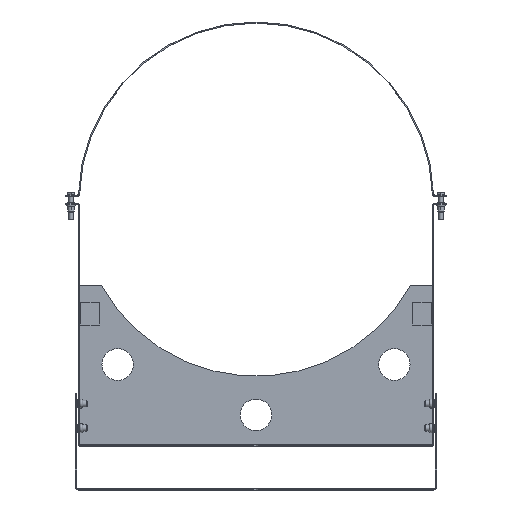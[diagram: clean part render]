
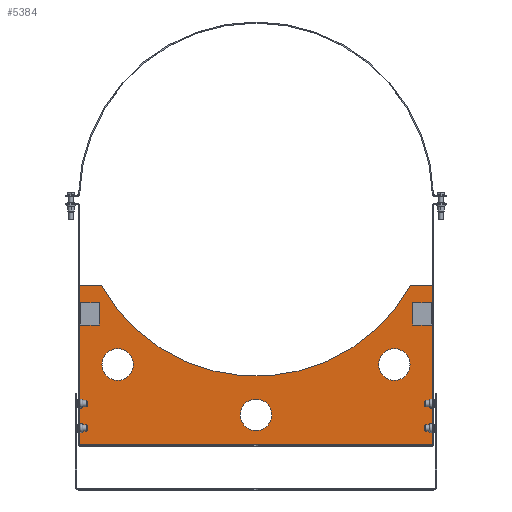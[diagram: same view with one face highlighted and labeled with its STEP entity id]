
A CAD part, top view. The second image highlights one B-rep face of the part: STEP entity #5384.
In plain terms, the highlighted planar face has unit normal (0, 0, 1).
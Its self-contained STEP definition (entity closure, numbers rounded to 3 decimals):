
#168=LINE('',#8049,#596);
#172=LINE('',#8058,#600);
#175=LINE('',#8065,#603);
#176=LINE('',#8067,#604);
#177=LINE('',#8069,#605);
#178=LINE('',#8071,#606);
#179=LINE('',#8072,#607);
#596=VECTOR('',#6377,32.796);
#600=VECTOR('',#6383,32.796);
#603=VECTOR('',#6390,227.);
#604=VECTOR('',#6391,3.);
#605=VECTOR('',#6392,500.);
#606=VECTOR('',#6393,3.);
#607=VECTOR('',#6394,227.);
#1025=PLANE('',#5729);
#1184=FACE_BOUND('',#1656,.T.);
#1185=FACE_BOUND('',#1657,.T.);
#1186=FACE_BOUND('',#1658,.T.);
#1324=FACE_OUTER_BOUND('',#1655,.T.);
#1655=EDGE_LOOP('',(#3570,#3571,#3572,#3573,#3574,#3575,#3576,#3577));
#1656=EDGE_LOOP('',(#3578));
#1657=EDGE_LOOP('',(#3579));
#1658=EDGE_LOOP('',(#3580));
#2109=CIRCLE('',#5719,22.5);
#2111=CIRCLE('',#5722,22.5);
#2113=CIRCLE('',#5725,22.5);
#2115=CIRCLE('',#5730,251.5);
#2382=VERTEX_POINT('',#8030);
#2384=VERTEX_POINT('',#8035);
#2386=VERTEX_POINT('',#8040);
#2388=VERTEX_POINT('',#8045);
#2390=VERTEX_POINT('',#8048);
#2392=VERTEX_POINT('',#8054);
#2394=VERTEX_POINT('',#8057);
#2396=VERTEX_POINT('',#8064);
#2397=VERTEX_POINT('',#8066);
#2398=VERTEX_POINT('',#8068);
#2399=VERTEX_POINT('',#8070);
#2843=EDGE_CURVE('',#2382,#2382,#2109,.T.);
#2845=EDGE_CURVE('',#2384,#2384,#2111,.T.);
#2847=EDGE_CURVE('',#2386,#2386,#2113,.T.);
#2850=EDGE_CURVE('',#2390,#2388,#168,.T.);
#2854=EDGE_CURVE('',#2394,#2392,#172,.T.);
#2857=EDGE_CURVE('',#2392,#2390,#2115,.T.);
#2858=EDGE_CURVE('',#2388,#2396,#175,.T.);
#2859=EDGE_CURVE('',#2396,#2397,#176,.T.);
#2860=EDGE_CURVE('',#2397,#2398,#177,.T.);
#2861=EDGE_CURVE('',#2398,#2399,#178,.T.);
#2862=EDGE_CURVE('',#2394,#2399,#179,.T.);
#3570=ORIENTED_EDGE('',*,*,#2854,.T.);
#3571=ORIENTED_EDGE('',*,*,#2857,.T.);
#3572=ORIENTED_EDGE('',*,*,#2850,.T.);
#3573=ORIENTED_EDGE('',*,*,#2858,.T.);
#3574=ORIENTED_EDGE('',*,*,#2859,.T.);
#3575=ORIENTED_EDGE('',*,*,#2860,.T.);
#3576=ORIENTED_EDGE('',*,*,#2861,.T.);
#3577=ORIENTED_EDGE('',*,*,#2862,.F.);
#3578=ORIENTED_EDGE('',*,*,#2843,.T.);
#3579=ORIENTED_EDGE('',*,*,#2845,.T.);
#3580=ORIENTED_EDGE('',*,*,#2847,.T.);
#5384=ADVANCED_FACE('',(#1324,#1184,#1185,#1186),#1025,.T.);
#5719=AXIS2_PLACEMENT_3D('',#8031,#6358,#6359);
#5722=AXIS2_PLACEMENT_3D('',#8036,#6364,#6365);
#5725=AXIS2_PLACEMENT_3D('',#8041,#6370,#6371);
#5729=AXIS2_PLACEMENT_3D('',#8062,#6386,#6387);
#5730=AXIS2_PLACEMENT_3D('',#8063,#6388,#6389);
#6358=DIRECTION('center_axis',(0.,0.,
-1.));
#6359=DIRECTION('ref_axis',(0.766,-0.643,0.));
#6364=DIRECTION('center_axis',(0.,0.,
-1.));
#6365=DIRECTION('ref_axis',(0.766,0.643,0.));
#6370=DIRECTION('center_axis',(0.,0.,
-1.));
#6371=DIRECTION('ref_axis',(1.,0.,0.));
#6377=DIRECTION('',(-1.,0.,0.));
#6383=DIRECTION('',(-1.,0.,0.));
#6386=DIRECTION('center_axis',(0.,0.,
1.));
#6387=DIRECTION('ref_axis',(0.,-1.,0.));
#6388=DIRECTION('center_axis',(0.,0.,
-1.));
#6389=DIRECTION('ref_axis',(1.,0.,0.));
#6390=DIRECTION('',(0.,-1.,0.));
#6391=DIRECTION('',(1.,0.,0.));
#6392=DIRECTION('',(1.,0.,0.));
#6393=DIRECTION('',(1.,0.,0.));
#6394=DIRECTION('',(0.,-1.,0.));
#8030=CARTESIAN_POINT('',(-214.25,-220.33,-35.5));
#8031=CARTESIAN_POINT('Origin',(-197.014,-234.793,-35.5));
#8035=CARTESIAN_POINT('',(179.778,-249.255,-35.5));
#8036=CARTESIAN_POINT('Origin',(197.014,-234.793,-35.5));
#8040=CARTESIAN_POINT('',(-22.5,-306.5,-35.5));
#8041=CARTESIAN_POINT('Origin',(0.,-306.5,-35.5));
#8045=CARTESIAN_POINT('',(-253.,-121.5,-35.5));
#8048=CARTESIAN_POINT('',(-220.204,-121.5,-35.5));
#8049=CARTESIAN_POINT('',(126.5,-121.5,-35.5));
#8054=CARTESIAN_POINT('',(220.204,-121.5,-35.5));
#8057=CARTESIAN_POINT('',(253.,-121.5,-35.5));
#8058=CARTESIAN_POINT('',(126.5,-121.5,-35.5));
#8062=CARTESIAN_POINT('Origin',(0.,-200.946,
-35.5));
#8063=CARTESIAN_POINT('Origin',(0.,0.,-35.5));
#8064=CARTESIAN_POINT('',(-253.,-348.5,-35.5));
#8065=CARTESIAN_POINT('',(-253.,-355.286,-35.5));
#8066=CARTESIAN_POINT('',(-250.,-348.5,-35.5));
#8067=CARTESIAN_POINT('',(0.,-348.5,-35.5));
#8068=CARTESIAN_POINT('',(250.,-348.5,-35.5));
#8069=CARTESIAN_POINT('',(0.,-348.5,-35.5));
#8070=CARTESIAN_POINT('',(253.,-348.5,-35.5));
#8071=CARTESIAN_POINT('',(0.,-348.5,-35.5));
#8072=CARTESIAN_POINT('',(253.,-355.286,-35.5));
